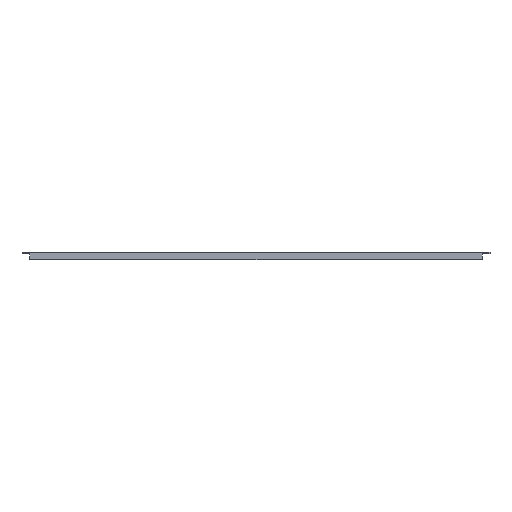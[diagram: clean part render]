
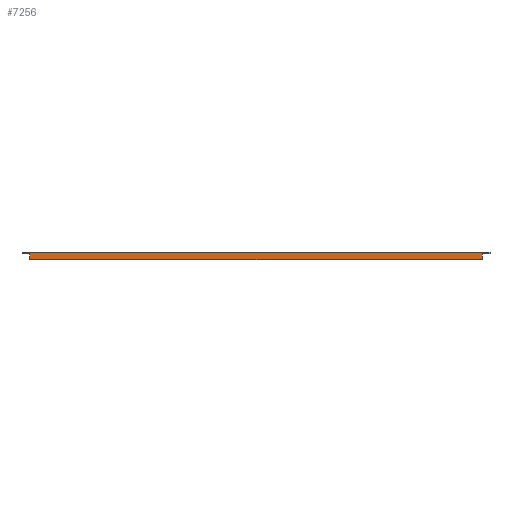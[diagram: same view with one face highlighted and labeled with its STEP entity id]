
A CAD part, front view. The second image highlights one B-rep face of the part: STEP entity #7256.
In plain terms, the highlighted planar face has unit normal (0, -1, 0).
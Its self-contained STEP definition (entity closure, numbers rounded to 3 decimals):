
#1868=DIRECTION('',(1.,0.,0.));
#1869=VECTOR('',#1868,706.);
#1870=CARTESIAN_POINT('',(2420.894,61.434,2.));
#1871=LINE('',#1870,#1869);
#3474=DIRECTION('',(0.,0.,-1.));
#3475=VECTOR('',#3474,2.);
#3476=CARTESIAN_POINT('',(3126.894,61.434,2.));
#3477=LINE('',#3476,#3475);
#3481=DIRECTION('',(0.,0.,-1.));
#3482=VECTOR('',#3481,9.);
#3483=CARTESIAN_POINT('',(2420.894,61.434,0.));
#3484=LINE('',#3483,#3482);
#3488=DIRECTION('',(0.,0.,-1.));
#3489=VECTOR('',#3488,2.);
#3490=CARTESIAN_POINT('',(2420.894,61.434,2.));
#3491=LINE('',#3490,#3489);
#3495=DIRECTION('',(0.,0.,-1.));
#3496=VECTOR('',#3495,9.);
#3497=CARTESIAN_POINT('',(3126.894,61.434,0.));
#3498=LINE('',#3497,#3496);
#3544=DIRECTION('',(1.,0.,0.));
#3545=VECTOR('',#3544,706.);
#3546=CARTESIAN_POINT('',(2420.894,61.434,-9.));
#3547=LINE('',#3546,#3545);
#4986=CARTESIAN_POINT('',(3126.894,61.434,2.));
#4987=VERTEX_POINT('',#4986);
#4988=CARTESIAN_POINT('',(2420.894,61.434,2.));
#4989=VERTEX_POINT('',#4988);
#5752=CARTESIAN_POINT('',(2420.894,61.434,-9.));
#5753=CARTESIAN_POINT('',(3126.894,61.434,-9.));
#5754=VERTEX_POINT('',#5752);
#5755=VERTEX_POINT('',#5753);
#5768=CARTESIAN_POINT('',(3126.894,61.434,0.));
#5770=VERTEX_POINT('',#5768);
#5774=CARTESIAN_POINT('',(2420.894,61.434,0.));
#5775=VERTEX_POINT('',#5774);
#7239=CARTESIAN_POINT('',(2773.894,61.434,0.));
#7240=DIRECTION('',(0.,-1.,0.));
#7241=DIRECTION('',(1.,0.,0.));
#7242=AXIS2_PLACEMENT_3D('',#7239,#7240,#7241);
#7243=PLANE('',#7242);
#7244=ORIENTED_EDGE('',*,*,#7224,.T.);
#7246=ORIENTED_EDGE('',*,*,#7245,.T.);
#7248=ORIENTED_EDGE('',*,*,#7247,.F.);
#7250=ORIENTED_EDGE('',*,*,#7249,.F.);
#7252=ORIENTED_EDGE('',*,*,#7251,.F.);
#7253=ORIENTED_EDGE('',*,*,#6471,.T.);
#7254=EDGE_LOOP('',(#7244,#7246,#7248,#7250,#7252,#7253));
#7255=FACE_OUTER_BOUND('',#7254,.F.);
#6471=EDGE_CURVE('',#4989,#4987,#1871,.T.);
#7224=EDGE_CURVE('',#4987,#5770,#3477,.T.);
#7245=EDGE_CURVE('',#5770,#5755,#3498,.T.);
#7247=EDGE_CURVE('',#5754,#5755,#3547,.T.);
#7249=EDGE_CURVE('',#5775,#5754,#3484,.T.);
#7251=EDGE_CURVE('',#4989,#5775,#3491,.T.);
#7256=ADVANCED_FACE('',(#7255),#7243,.T.);
